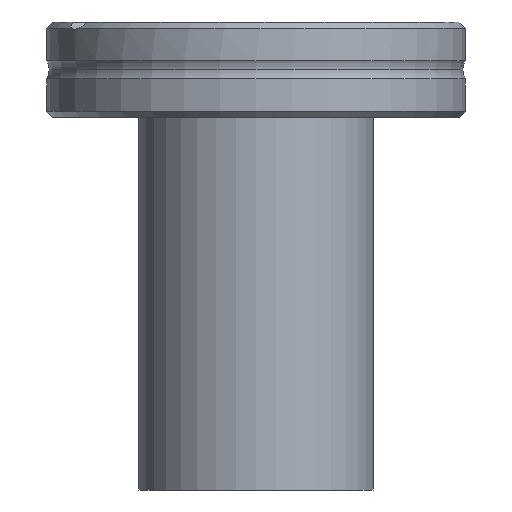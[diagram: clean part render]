
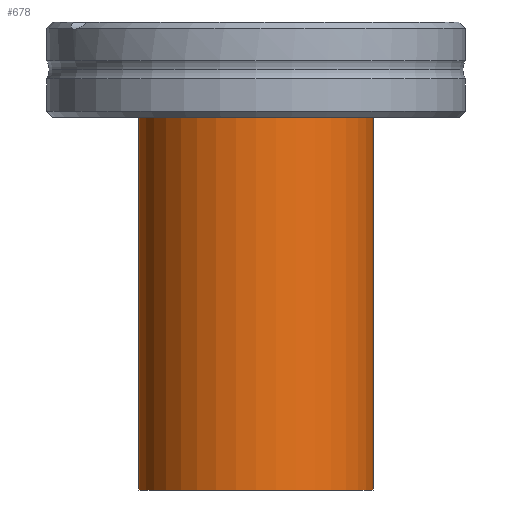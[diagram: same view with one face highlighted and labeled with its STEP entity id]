
A CAD part, front view. The second image highlights one B-rep face of the part: STEP entity #678.
In plain terms, the highlighted cylindrical face has radius 9.525 mm (diameter 19.05 mm), a partial arc.
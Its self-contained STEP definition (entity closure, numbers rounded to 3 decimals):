
#51 = EDGE_CURVE ( 'NONE', #1254, #373, #1385, .T. ) ;
#73 = ORIENTED_EDGE ( 'NONE', *, *, #134, .F. ) ;
#107 = EDGE_CURVE ( 'NONE', #2342, #1035, #998, .T. ) ;
#121 = EDGE_CURVE ( 'NONE', #2342, #1254, #926, .T. ) ;
#134 = EDGE_CURVE ( 'NONE', #373, #1035, #942, .T. ) ;
#359 = ORIENTED_EDGE ( 'NONE', *, *, #107, .T. ) ;
#373 = VERTEX_POINT ( 'NONE', #1420 ) ;
#379 = AXIS2_PLACEMENT_3D ( 'NONE', #421, #448, #538 ) ;
#421 = CARTESIAN_POINT ( 'NONE',  ( 0., 0., -44.3 ) ) ;
#448 = DIRECTION ( 'NONE',  ( 0., 0., 1. ) ) ;
#538 = DIRECTION ( 'NONE',  ( 1., 0., 0. ) ) ;
#678 = ADVANCED_FACE ( 'NONE', ( #852 ), #2124, .T. ) ;
#785 = DIRECTION ( 'NONE',  ( 0., 0., 1. ) ) ;
#790 = CARTESIAN_POINT ( 'NONE',  ( -9.525, 0., -44.3 ) ) ;
#852 = FACE_OUTER_BOUND ( 'NONE', #1221, .T. ) ;
#911 = ORIENTED_EDGE ( 'NONE', *, *, #121, .F. ) ;
#926 = CIRCLE ( 'NONE', #1866, 9.525 ) ;
#942 = CIRCLE ( 'NONE', #1871, 9.525 ) ;
#947 = CARTESIAN_POINT ( 'NONE',  ( 9.525, 0., -44.3 ) ) ;
#952 = DIRECTION ( 'NONE',  ( 0., 0., 1. ) ) ;
#993 = VECTOR ( 'NONE', #952, 1000. ) ;
#998 = LINE ( 'NONE', #947, #993 ) ;
#1002 = CARTESIAN_POINT ( 'NONE',  ( 0., 0., -38. ) ) ;
#1005 = DIRECTION ( 'NONE',  ( 0., 0., -1. ) ) ;
#1006 = DIRECTION ( 'NONE',  ( 1., 0., 0. ) ) ;
#1018 = CARTESIAN_POINT ( 'NONE',  ( 0., 0., -4.3 ) ) ;
#1022 = DIRECTION ( 'NONE',  ( 0., 0., 1. ) ) ;
#1024 = DIRECTION ( 'NONE',  ( 1., 0., 0. ) ) ;
#1035 = VERTEX_POINT ( 'NONE', #1553 ) ;
#1221 = EDGE_LOOP ( 'NONE', ( #1982, #911, #359, #73 ) ) ;
#1227 = CARTESIAN_POINT ( 'NONE',  ( -9.525, 0., -38. ) ) ;
#1236 = VECTOR ( 'NONE', #785, 1000. ) ;
#1254 = VERTEX_POINT ( 'NONE', #1227 ) ;
#1385 = LINE ( 'NONE', #790, #1236 ) ;
#1420 = CARTESIAN_POINT ( 'NONE',  ( -9.525, 0., -4.3 ) ) ;
#1553 = CARTESIAN_POINT ( 'NONE',  ( 9.525, 0., -4.3 ) ) ;
#1866 = AXIS2_PLACEMENT_3D ( 'NONE', #1002, #1005, #1006 ) ;
#1871 = AXIS2_PLACEMENT_3D ( 'NONE', #1018, #1022, #1024 ) ;
#1982 = ORIENTED_EDGE ( 'NONE', *, *, #51, .F. ) ;
#2088 = CARTESIAN_POINT ( 'NONE',  ( 9.525, 0., -38. ) ) ;
#2124 = CYLINDRICAL_SURFACE ( 'NONE', #379, 9.525 ) ;
#2342 = VERTEX_POINT ( 'NONE', #2088 ) ;
